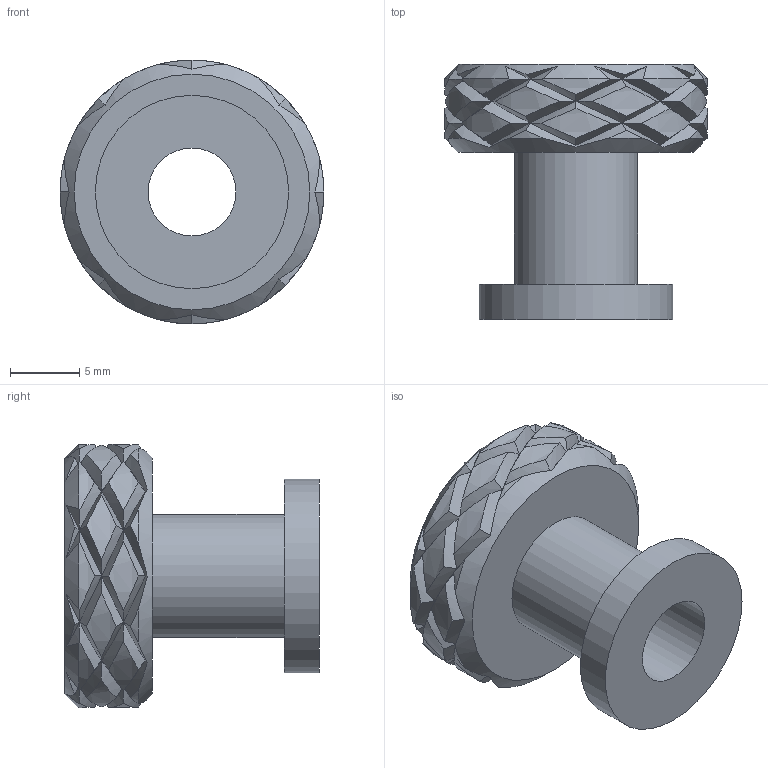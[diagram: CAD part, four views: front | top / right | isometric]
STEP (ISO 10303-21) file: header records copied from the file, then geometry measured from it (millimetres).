
FILE_DESCRIPTION( ( '' ), ' ' );
FILE_NAME( '5eac3df9a92953155a811631.step', '2020-05-01T15:19:21', ( '' ), ( '' ), ' ', ' ', ' ' );
FILE_SCHEMA( ( 'AUTOMOTIVE_DESIGN { 1 0 10303 214 1 1 1 1 }' ) );
Length unit declared in the file: metre
Products named in the file (1): DBS19 - Knob
Bounding box: 19.05 x 18.41 x 19.05 mm (x, y, z)
Volume: 1661.6 mm3; surface area: 2002.6 mm2
Topology: 1 solids, 1 shells, 149 faces, 373 edges, 229 vertices
Faces by surface type: bspline 100, cylinder 35, plane 11, cone 3
Full cylindrical faces by diameter (mm): 6.35 x1, 8.89 x1, 13.97 x1
Entity records: 7247 total; most frequent: CARTESIAN_POINT 3709, ORIENTED_EDGE 728, EDGE_CURVE 364, VERTEX_POINT 226, B_SPLINE_CURVE_WITH_KNOTS 201, DIRECTION 166, EDGE_LOOP 158, FACE_OUTER_BOUND 151
